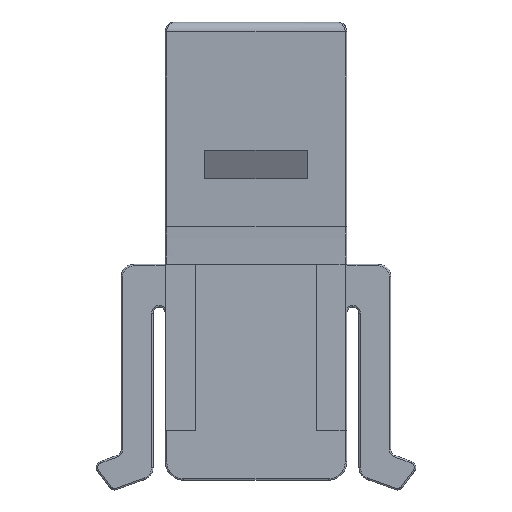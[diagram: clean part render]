
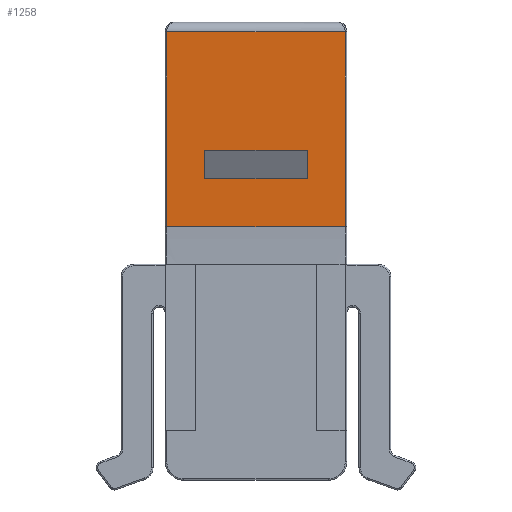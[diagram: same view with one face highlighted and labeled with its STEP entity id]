
A CAD part, front view. The second image highlights one B-rep face of the part: STEP entity #1258.
In plain terms, the highlighted planar face has unit normal (0, -0.999, -0.051).
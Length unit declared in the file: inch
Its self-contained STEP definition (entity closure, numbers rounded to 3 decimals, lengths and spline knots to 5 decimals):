
#208 = CARTESIAN_POINT ( 'NONE',  ( 0.2925, -0.10513, 0.47733 ) ) ;
#209 = CARTESIAN_POINT ( 'NONE',  ( -0.2925, -0.10513, 0.47733 ) ) ;
#214 = CARTESIAN_POINT ( 'NONE',  ( 0.1675, -0.11578, 0.68805 ) ) ;
#215 = CARTESIAN_POINT ( 'NONE',  ( -0.1675, -0.11578, 0.68805 ) ) ;
#216 = CARTESIAN_POINT ( 'NONE',  ( 0.1675, -0.11307, 0.63438 ) ) ;
#217 = CARTESIAN_POINT ( 'NONE',  ( -0.1675, -0.11307, 0.63438 ) ) ;
#218 = CARTESIAN_POINT ( 'NONE',  ( 0.2925, -0.13743, 1.11652 ) ) ;
#219 = CARTESIAN_POINT ( 'NONE',  ( -0.2925, -0.13743, 1.11652 ) ) ;
#628 = VERTEX_POINT ( 'NONE', #208 ) ;
#629 = VERTEX_POINT ( 'NONE', #209 ) ;
#634 = VERTEX_POINT ( 'NONE', #214 ) ;
#635 = VERTEX_POINT ( 'NONE', #215 ) ;
#636 = VERTEX_POINT ( 'NONE', #216 ) ;
#637 = VERTEX_POINT ( 'NONE', #217 ) ;
#638 = VERTEX_POINT ( 'NONE', #218 ) ;
#639 = VERTEX_POINT ( 'NONE', #219 ) ;
#818 = EDGE_LOOP ( 'NONE', ( #1674, #1676, #1675, #1677 ) ) ;
#819 = EDGE_LOOP ( 'NONE', ( #1680, #1679, #1678, #1681 ) ) ;
#1222 = EDGE_CURVE ( 'NONE', #628, #629, #4529, .T. ) ;
#1230 = EDGE_CURVE ( 'NONE', #634, #636, #4534, .T. ) ;
#1231 = EDGE_CURVE ( 'NONE', #634, #635, #4535, .T. ) ;
#1232 = EDGE_CURVE ( 'NONE', #637, #636, #4536, .T. ) ;
#1233 = EDGE_CURVE ( 'NONE', #635, #637, #4537, .T. ) ;
#1234 = EDGE_CURVE ( 'NONE', #628, #638, #4538, .T. ) ;
#1235 = EDGE_CURVE ( 'NONE', #638, #639, #4539, .T. ) ;
#1236 = EDGE_CURVE ( 'NONE', #639, #629, #4540, .T. ) ;
#1258 = ADVANCED_FACE ( 'NONE', ( #4557, #4558 ), #3840, .F. ) ;
#1674 = ORIENTED_EDGE ( 'NONE', *, *, #1231, .F. ) ;
#1675 = ORIENTED_EDGE ( 'NONE', *, *, #1232, .F. ) ;
#1676 = ORIENTED_EDGE ( 'NONE', *, *, #1230, .T. ) ;
#1677 = ORIENTED_EDGE ( 'NONE', *, *, #1233, .F. ) ;
#1678 = ORIENTED_EDGE ( 'NONE', *, *, #1235, .T. ) ;
#1679 = ORIENTED_EDGE ( 'NONE', *, *, #1234, .T. ) ;
#1680 = ORIENTED_EDGE ( 'NONE', *, *, #1222, .F. ) ;
#1681 = ORIENTED_EDGE ( 'NONE', *, *, #1236, .T. ) ;
#3722 = CARTESIAN_POINT ( 'NONE',  ( 0.2975, -0.10513, 0.47733 ) ) ;
#3723 = DIRECTION ( 'NONE',  ( -1., 0., 0. ) ) ;
#3743 = CARTESIAN_POINT ( 'NONE',  ( 0.1675, -0.13895, 1.14648 ) ) ;
#3744 = DIRECTION ( 'NONE',  ( 0., 0.05, -0.999 ) ) ;
#3745 = CARTESIAN_POINT ( 'NONE',  ( 0.2975, -0.11578, 0.68805 ) ) ;
#3746 = DIRECTION ( 'NONE',  ( -1., 0., 0. ) ) ;
#3747 = CARTESIAN_POINT ( 'NONE',  ( 0.2975, -0.11307, 0.63438 ) ) ;
#3748 = DIRECTION ( 'NONE',  ( 1., 0., 0. ) ) ;
#3749 = CARTESIAN_POINT ( 'NONE',  ( -0.1675, -0.13895, 1.14648 ) ) ;
#3750 = DIRECTION ( 'NONE',  ( 0., 0.05, -0.999 ) ) ;
#3751 = CARTESIAN_POINT ( 'NONE',  ( 0.2925, -0.13743, 1.11652 ) ) ;
#3752 = DIRECTION ( 'NONE',  ( 0., -0.05, 0.999 ) ) ;
#3753 = CARTESIAN_POINT ( 'NONE',  ( 0.2975, -0.13743, 1.11652 ) ) ;
#3754 = DIRECTION ( 'NONE',  ( -1., 0., 0. ) ) ;
#3755 = CARTESIAN_POINT ( 'NONE',  ( -0.2925, -0.10513, 0.47733 ) ) ;
#3756 = DIRECTION ( 'NONE',  ( 0., 0.05, -0.999 ) ) ;
#3840 = PLANE ( 'NONE',  #4338 ) ;
#3841 = CARTESIAN_POINT ( 'NONE',  ( 0.2975, -0.13895, 1.14648 ) ) ;
#3842 = DIRECTION ( 'NONE',  ( 0., 0.999, 0.05 ) ) ;
#3843 = DIRECTION ( 'NONE',  ( 0., -0.05, 0.999 ) ) ;
#4291 = VECTOR ( 'NONE', #3723, 39.37008 ) ;
#4297 = VECTOR ( 'NONE', #3744, 39.37008 ) ;
#4298 = VECTOR ( 'NONE', #3746, 39.37008 ) ;
#4299 = VECTOR ( 'NONE', #3748, 39.37008 ) ;
#4300 = VECTOR ( 'NONE', #3750, 39.37008 ) ;
#4301 = VECTOR ( 'NONE', #3752, 39.37008 ) ;
#4302 = VECTOR ( 'NONE', #3754, 39.37008 ) ;
#4303 = VECTOR ( 'NONE', #3756, 39.37008 ) ;
#4338 = AXIS2_PLACEMENT_3D ( 'NONE', #3841, #3842, #3843 ) ;
#4529 = LINE ( 'NONE', #3722, #4291 ) ;
#4534 = LINE ( 'NONE', #3743, #4297 ) ;
#4535 = LINE ( 'NONE', #3745, #4298 ) ;
#4536 = LINE ( 'NONE', #3747, #4299 ) ;
#4537 = LINE ( 'NONE', #3749, #4300 ) ;
#4538 = LINE ( 'NONE', #3751, #4301 ) ;
#4539 = LINE ( 'NONE', #3753, #4302 ) ;
#4540 = LINE ( 'NONE', #3755, #4303 ) ;
#4557 = FACE_BOUND ( 'NONE', #818, .T. ) ;
#4558 = FACE_OUTER_BOUND ( 'NONE', #819, .T. ) ;
